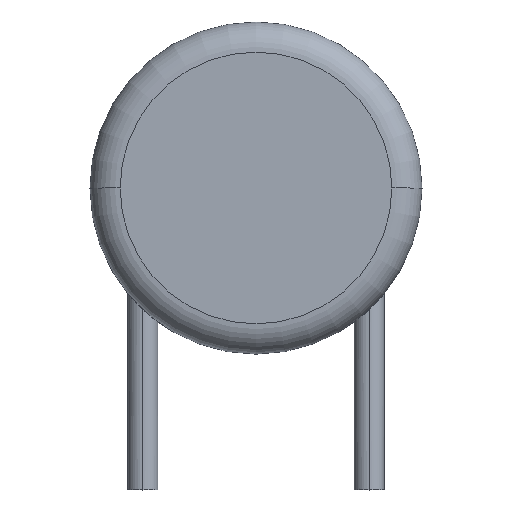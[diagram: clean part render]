
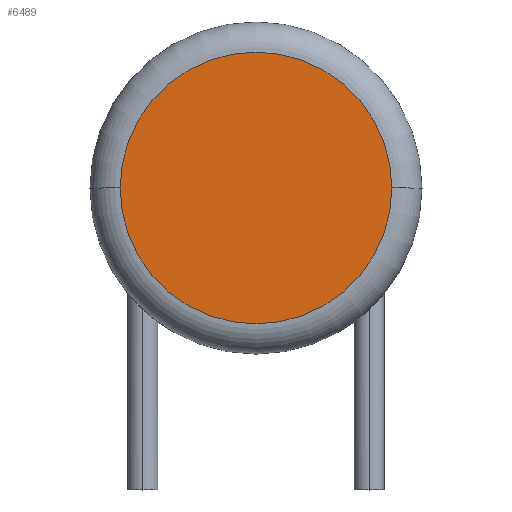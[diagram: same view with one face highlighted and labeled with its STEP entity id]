
A CAD part, top view. The second image highlights one B-rep face of the part: STEP entity #6489.
In plain terms, the highlighted planar face has unit normal (0, 0, 1).
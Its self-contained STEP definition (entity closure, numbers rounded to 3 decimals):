
#348 = AXIS2_PLACEMENT_3D ( 'NONE', #3283, #4508, #1524 ) ;
#752 = CIRCLE ( 'NONE', #348, 4.5 ) ;
#1524 = DIRECTION ( 'NONE',  ( 1., 0., 0. ) ) ;
#2066 = EDGE_LOOP ( 'NONE', ( #2524, #7190 ) ) ;
#2271 = AXIS2_PLACEMENT_3D ( 'NONE', #5852, #2789, #2672 ) ;
#2524 = ORIENTED_EDGE ( 'NONE', *, *, #4782, .T. ) ;
#2672 = DIRECTION ( 'NONE',  ( 1., 0., 0. ) ) ;
#2789 = DIRECTION ( 'NONE',  ( 0., 0., 1. ) ) ;
#3146 = EDGE_CURVE ( 'NONE', #3664, #3745, #752, .T. ) ;
#3283 = CARTESIAN_POINT ( 'NONE',  ( 0., 0., 3.4 ) ) ;
#3664 = VERTEX_POINT ( 'NONE', #6522 ) ;
#3745 = VERTEX_POINT ( 'NONE', #5075 ) ;
#3974 = PLANE ( 'NONE',  #7885 ) ;
#4508 = DIRECTION ( 'NONE',  ( 0., 0., 1. ) ) ;
#4782 = EDGE_CURVE ( 'NONE', #3745, #3664, #5259, .T. ) ;
#5075 = CARTESIAN_POINT ( 'NONE',  ( 4.5, 0., 3.4 ) ) ;
#5259 = CIRCLE ( 'NONE', #2271, 4.5 ) ;
#5852 = CARTESIAN_POINT ( 'NONE',  ( 0., 0., 3.4 ) ) ;
#5869 = DIRECTION ( 'NONE',  ( 1., 0., 0. ) ) ;
#5951 = CARTESIAN_POINT ( 'NONE',  ( 0., 0., 3.4 ) ) ;
#6489 = ADVANCED_FACE ( 'NONE', ( #6564 ), #3974, .T. ) ;
#6522 = CARTESIAN_POINT ( 'NONE',  ( -4.5, 0., 3.4 ) ) ;
#6564 = FACE_OUTER_BOUND ( 'NONE', #2066, .T. ) ;
#7128 = DIRECTION ( 'NONE',  ( 0., 0., 1. ) ) ;
#7190 = ORIENTED_EDGE ( 'NONE', *, *, #3146, .T. ) ;
#7885 = AXIS2_PLACEMENT_3D ( 'NONE', #5951, #7128, #5869 ) ;
